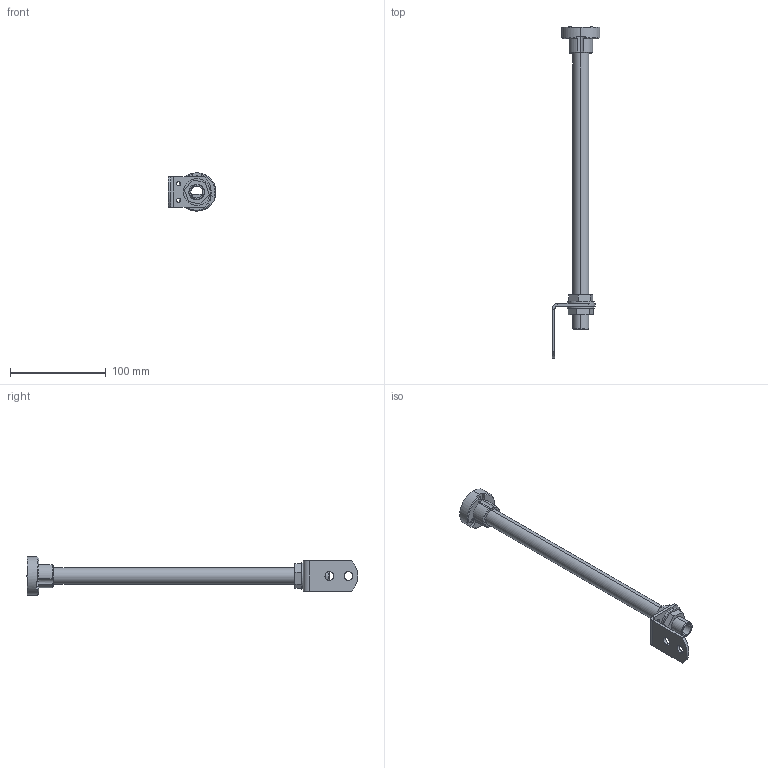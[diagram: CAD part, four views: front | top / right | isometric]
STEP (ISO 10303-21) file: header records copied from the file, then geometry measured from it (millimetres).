
FILE_DESCRIPTION (( 'STEP AP214' ), '1' );
FILE_NAME ('SZ-80L.step', '2016-10-25T14:47:51', ( '' ), ( '' ), 'SwSTEP 2.0', 'SolidWorks 2016', '' );
FILE_SCHEMA (( 'AUTOMOTIVE_DESIGN' ));
Length unit declared in the file: millimetre
Products named in the file (6): SZ-80L-NUT; SZ-80L-POLE; SZ-80L-WASHER; B22220020-F1; SZ-80L; SZ-012
Assembly tree (7 placements, depth 2):
  SZ-80L
    SZ-80L-POLE
    SZ-80L-NUT  x2
    SZ-80L-WASHER  x2
    SZ-012
    B22220020-F1
Bounding box: 50 x 346.7 x 40 mm (x, y, z)
Volume: 58620.8 mm3; surface area: 46895.1 mm2
Topology: 7 solids, 7 shells, 122 faces, 300 edges, 196 vertices
Faces by surface type: cylinder 59, plane 53, cone 10
Entity records: 3518 total; most frequent: DIRECTION 612, CARTESIAN_POINT 588, ORIENTED_EDGE 528, EDGE_CURVE 264, AXIS2_PLACEMENT_3D 244, VERTEX_POINT 172, EDGE_LOOP 134, CIRCLE 128
